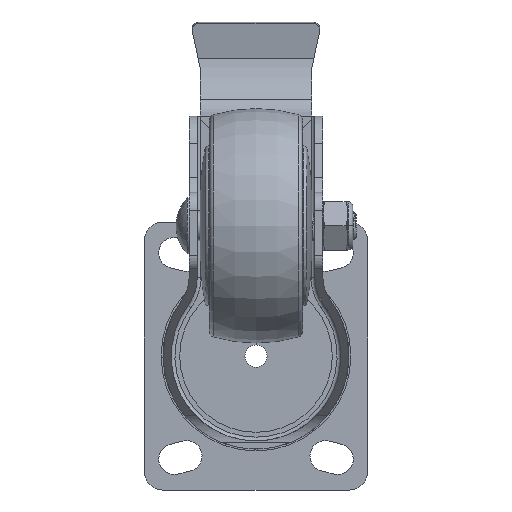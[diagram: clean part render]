
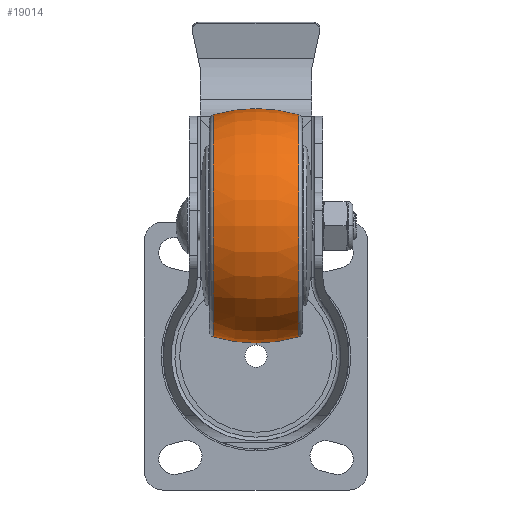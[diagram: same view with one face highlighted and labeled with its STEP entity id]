
A CAD part, front view. The second image highlights one B-rep face of the part: STEP entity #19014.
In plain terms, the highlighted toroidal (fillet/blend) face has major radius 8.562 mm and minor radius 40.062 mm.
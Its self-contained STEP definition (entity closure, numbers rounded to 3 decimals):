
#351 = AXIS2_PLACEMENT_3D ( 'NONE', #21740, #15032, #29125 ) ;
#971 = TOROIDAL_SURFACE ( 'NONE', #30825, -8.562, 40.062 ) ;
#2422 = ORIENTED_EDGE ( 'NONE', *, *, #13270, .T. ) ;
#2538 = CARTESIAN_POINT ( 'NONE',  ( 11.428, 0., -29.836 ) ) ;
#5102 = AXIS2_PLACEMENT_3D ( 'NONE', #30358, #16167, #13705 ) ;
#5855 = CIRCLE ( 'NONE', #351, 40.062 ) ;
#6586 = CARTESIAN_POINT ( 'NONE',  ( 0., 0., -8.562 ) ) ;
#8553 = CARTESIAN_POINT ( 'NONE',  ( -11.428, 0., -29.836 ) ) ;
#8990 = DIRECTION ( 'NONE',  ( 0., -1., 0. ) ) ;
#9066 = EDGE_CURVE ( 'NONE', #9903, #27062, #5855, .T. ) ;
#9550 = CIRCLE ( 'NONE', #30517, 29.836 ) ;
#9723 = EDGE_CURVE ( 'NONE', #21127, #27062, #9924, .T. ) ;
#9903 = VERTEX_POINT ( 'NONE', #2538 ) ;
#9924 = CIRCLE ( 'NONE', #5102, 29.836 ) ;
#10421 = EDGE_CURVE ( 'NONE', #28366, #9903, #9550, .T. ) ;
#10465 = CIRCLE ( 'NONE', #20994, 40.062 ) ;
#11293 = DIRECTION ( 'NONE',  ( 0., 0., -1. ) ) ;
#12501 = FACE_OUTER_BOUND ( 'NONE', #30457, .T. ) ;
#13270 = EDGE_CURVE ( 'NONE', #28366, #21127, #10465, .T. ) ;
#13705 = DIRECTION ( 'NONE',  ( 0., 0., -1. ) ) ;
#15032 = DIRECTION ( 'NONE',  ( 0., 1., 0. ) ) ;
#16167 = DIRECTION ( 'NONE',  ( 1., 0., 0. ) ) ;
#19014 = ADVANCED_FACE ( 'NONE', ( #12501 ), #971, .T. ) ;
#19714 = CARTESIAN_POINT ( 'NONE',  ( 0., 0., 0. ) ) ;
#20523 = CARTESIAN_POINT ( 'NONE',  ( -11.428, 0., 29.836 ) ) ;
#20994 = AXIS2_PLACEMENT_3D ( 'NONE', #6586, #8990, #11293 ) ;
#21127 = VERTEX_POINT ( 'NONE', #20523 ) ;
#21740 = CARTESIAN_POINT ( 'NONE',  ( 0., 0., 8.562 ) ) ;
#22355 = CARTESIAN_POINT ( 'NONE',  ( 11.428, 0., 0. ) ) ;
#23814 = ORIENTED_EDGE ( 'NONE', *, *, #9066, .F. ) ;
#23906 = ORIENTED_EDGE ( 'NONE', *, *, #10421, .F. ) ;
#24575 = DIRECTION ( 'NONE',  ( -1., 0., 0. ) ) ;
#25170 = DIRECTION ( 'NONE',  ( 0., 0., -1. ) ) ;
#25819 = CARTESIAN_POINT ( 'NONE',  ( 11.428, 0., 29.836 ) ) ;
#27062 = VERTEX_POINT ( 'NONE', #8553 ) ;
#27473 = DIRECTION ( 'NONE',  ( 1., 0., 0. ) ) ;
#28366 = VERTEX_POINT ( 'NONE', #25819 ) ;
#29125 = DIRECTION ( 'NONE',  ( 0., 0., 1. ) ) ;
#29278 = DIRECTION ( 'NONE',  ( 0., 0., 1. ) ) ;
#30358 = CARTESIAN_POINT ( 'NONE',  ( -11.428, 0., 0. ) ) ;
#30457 = EDGE_LOOP ( 'NONE', ( #23814, #23906, #2422, #30486 ) ) ;
#30486 = ORIENTED_EDGE ( 'NONE', *, *, #9723, .T. ) ;
#30517 = AXIS2_PLACEMENT_3D ( 'NONE', #22355, #27473, #25170 ) ;
#30825 = AXIS2_PLACEMENT_3D ( 'NONE', #19714, #24575, #29278 ) ;
